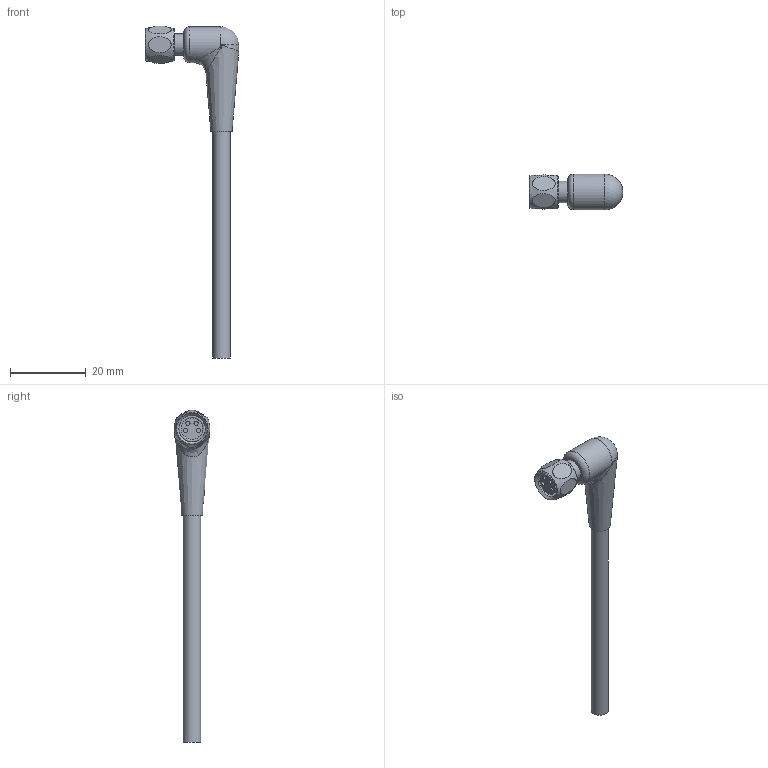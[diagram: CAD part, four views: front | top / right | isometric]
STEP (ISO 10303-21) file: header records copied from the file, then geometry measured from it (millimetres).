
FILE_DESCRIPTION(/* description */ (''),/* implementation_level */ '2;1');
FILE_NAME(/* name */ 'FB-SWKP4-m_S3930.stp',/* time_stamp */ '2014-09-24T11:45:32+02:00',/* author */ (''),/* organization */ (''),/* preprocessor_version */ 'ST-DEVELOPER v14',/* originating_system */ 'SIEMENS PLM Software NX 8.0',/* authorisation */ '');
FILE_SCHEMA (('AUTOMOTIVE_DESIGN { 1 0 10303 214 3 1 1 1 }'));
Length unit declared in the file: millimetre
Products named in the file (1): 5012192__Leitung_D_4_4_ohne_Litzen_part_81320
Bounding box: 24.8 x 9.5 x 87.95 mm (x, y, z)
Volume: 3208.3 mm3; surface area: 2316.4 mm2
Topology: 1 solids, 1 shells, 39 faces, 76 edges, 54 vertices
Faces by surface type: plane 17, cylinder 10, torus 5, bspline 4, cone 2, sphere 1
Full cylindrical faces by diameter (mm): 1.1 x4, 4.6 x1, 5.7 x2, 7 x1, 9.5 x1
Entity records: 1201 total; most frequent: CARTESIAN_POINT 502, DIRECTION 134, ORIENTED_EDGE 98, EDGE_LOOP 69, AXIS2_PLACEMENT_3D 66, FACE_BOUND 51, EDGE_CURVE 49, VERTEX_POINT 42
